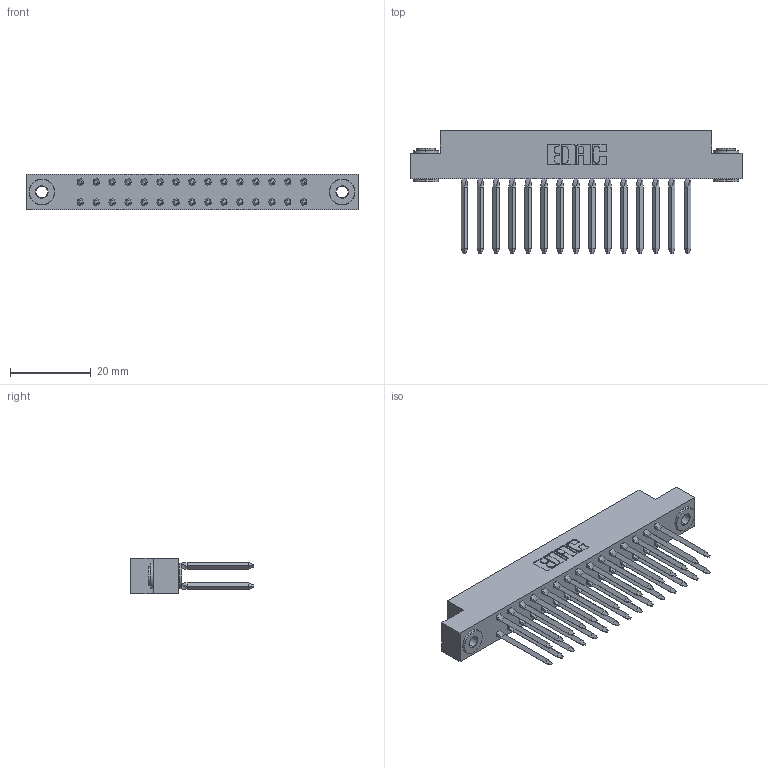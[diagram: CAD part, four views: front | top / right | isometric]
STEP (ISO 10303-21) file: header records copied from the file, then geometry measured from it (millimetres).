
FILE_DESCRIPTION (( 'STEP AP203' ), '1' );
FILE_NAME ('338-030-541-203.STEP', '2020-03-24T18:12:32', ( '' ), ( '' ), 'SwSTEP 2.0', 'SolidWorks 2016', '' );
FILE_SCHEMA (( 'CONFIG_CONTROL_DESIGN' ));
Length unit declared in the file: inch
Products named in the file (4): 338-030-541-203; 345-250-002_345-250-002-102; 338-210-001_338-210-015-004; 338-290-001_541
Assembly tree (33 placements, depth 2):
  338-030-541-203
    338-210-001_338-210-015-004
    338-290-001_541  x30
    345-250-002_345-250-002-102  x2
Bounding box: 82.45 x 30.56 x 8.71 mm (x, y, z)
Volume: 6256.4 mm3; surface area: 11401.2 mm2
Topology: 33 solids, 33 shells, 2156 faces, 5763 edges, 3658 vertices
Faces by surface type: plane 1484, cylinder 544, bspline 120, cone 8
Entity records: 33179 total; most frequent: CARTESIAN_POINT 6581, ORIENTED_EDGE 5476, DIRECTION 5155, EDGE_CURVE 2738, LINE 2003, VECTOR 2003, VERTEX_POINT 1778, AXIS2_PLACEMENT_3D 1576
